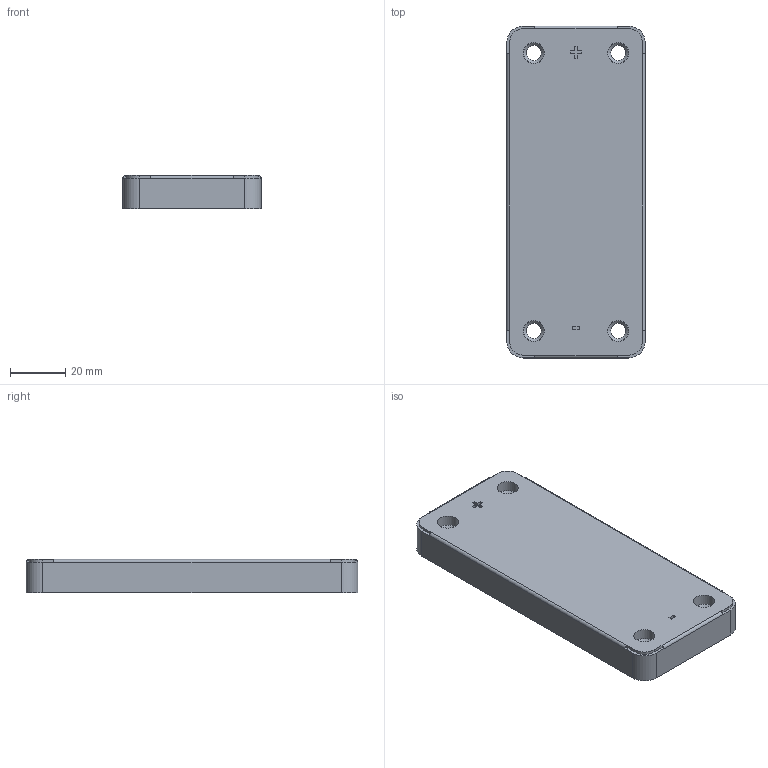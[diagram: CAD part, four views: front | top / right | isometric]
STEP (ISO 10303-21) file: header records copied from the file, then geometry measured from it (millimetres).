
FILE_DESCRIPTION(/* description */ (''),/* implementation_level */ '2;1');
FILE_NAME(/* name */ 'ELECTOP 24V 6 Way Fuse Block.step',/* time_stamp */ '2026-02-23T17:17:19-05:00',/* author */ (''),/* organization */ (''),/* preprocessor_version */ 'ST-DEVELOPER v20.1',/* originating_system */ 'Autodesk Translation Framework v14.24.0.0',/* authorisation */ '');
FILE_SCHEMA (('AUTOMOTIVE_DESIGN { 1 0 10303 214 3 1 1 }'));
Length unit declared in the file: millimetre
Products named in the file (1): 2026-01-24-00-31-33-406
Bounding box: 50 x 120 x 12 mm (x, y, z)
Volume: 69971.6 mm3; surface area: 16516.2 mm2
Topology: 1 solids, 1 shells, 72 faces, 172 edges, 108 vertices
Faces by surface type: plane 48, cylinder 20, cone 4
Full cylindrical faces by diameter (mm): 5.5 x4, 7.6 x4
Entity records: 2109 total; most frequent: DIRECTION 362, CARTESIAN_POINT 353, ORIENTED_EDGE 344, EDGE_CURVE 172, LINE 128, VECTOR 128, AXIS2_PLACEMENT_3D 117, VERTEX_POINT 108
